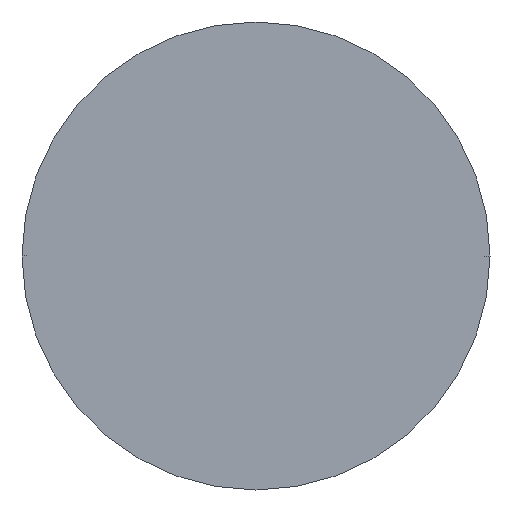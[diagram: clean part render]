
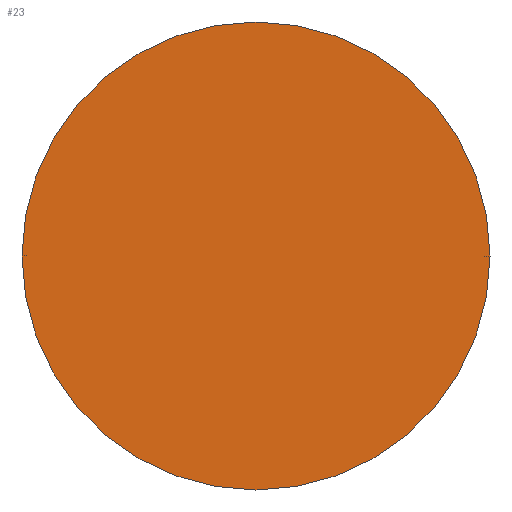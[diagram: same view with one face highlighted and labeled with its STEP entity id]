
A CAD part, left-side view. The second image highlights one B-rep face of the part: STEP entity #23.
In plain terms, the highlighted planar face has unit normal (-1, 0, 0).
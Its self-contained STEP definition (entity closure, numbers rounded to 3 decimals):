
#4 = ORIENTED_EDGE ( 'NONE', *, *, #258, .T. ) ;
#5 = DIRECTION ( 'NONE',  ( -1., 0., 0. ) ) ;
#17 = DIRECTION ( 'NONE',  ( 0., 1., 0. ) ) ;
#19 = CARTESIAN_POINT ( 'NONE',  ( 0., 0., 0. ) ) ;
#23 = ADVANCED_FACE ( 'NONE', ( #68 ), #181, .F. ) ;
#36 = VERTEX_POINT ( 'NONE', #197 ) ;
#37 = CARTESIAN_POINT ( 'NONE',  ( 0., 0., 0. ) ) ;
#38 = AXIS2_PLACEMENT_3D ( 'NONE', #19, #156, #17 ) ;
#68 = FACE_OUTER_BOUND ( 'NONE', #180, .T. ) ;
#83 = DIRECTION ( 'NONE',  ( 0., -1., 0. ) ) ;
#88 = EDGE_CURVE ( 'NONE', #151, #36, #183, .T. ) ;
#125 = AXIS2_PLACEMENT_3D ( 'NONE', #37, #251, #83 ) ;
#151 = VERTEX_POINT ( 'NONE', #185 ) ;
#156 = DIRECTION ( 'NONE',  ( 1., 0., 0. ) ) ;
#162 = DIRECTION ( 'NONE',  ( 0., -1., 0. ) ) ;
#180 = EDGE_LOOP ( 'NONE', ( #4, #204 ) ) ;
#181 = PLANE ( 'NONE',  #38 ) ;
#183 = CIRCLE ( 'NONE', #220, 3. ) ;
#185 = CARTESIAN_POINT ( 'NONE',  ( 0., 3., 0. ) ) ;
#197 = CARTESIAN_POINT ( 'NONE',  ( 0., -3., 0. ) ) ;
#204 = ORIENTED_EDGE ( 'NONE', *, *, #88, .T. ) ;
#220 = AXIS2_PLACEMENT_3D ( 'NONE', #227, #5, #162 ) ;
#227 = CARTESIAN_POINT ( 'NONE',  ( 0., 0., 0. ) ) ;
#251 = DIRECTION ( 'NONE',  ( -1., 0., 0. ) ) ;
#258 = EDGE_CURVE ( 'NONE', #36, #151, #277, .T. ) ;
#277 = CIRCLE ( 'NONE', #125, 3. ) ;
